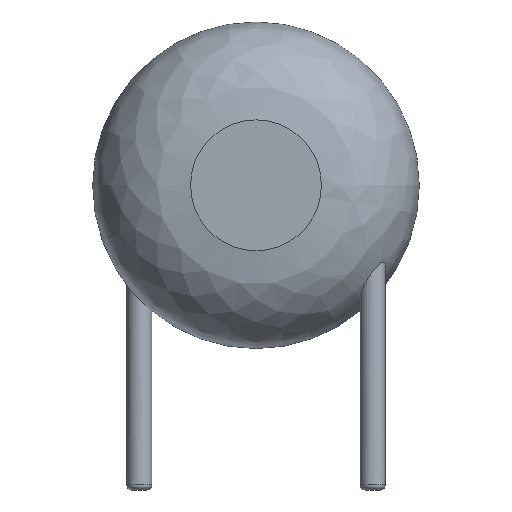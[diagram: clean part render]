
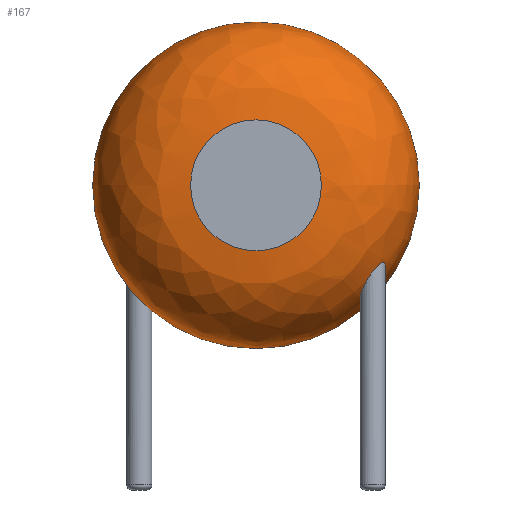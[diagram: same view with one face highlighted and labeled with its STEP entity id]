
A CAD part, front view. The second image highlights one B-rep face of the part: STEP entity #167.
In plain terms, the highlighted face is a revolution surface.
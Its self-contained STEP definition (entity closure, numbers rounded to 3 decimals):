
#24 = VERTEX_POINT('',#25);
#25 = CARTESIAN_POINT('',(6.,-1.052,3.53));
#31 = EDGE_CURVE('',#24,#24,#32,.T.);
#32 = CIRCLE('',#33,3.5);
#33 = AXIS2_PLACEMENT_3D('',#34,#35,#36);
#34 = CARTESIAN_POINT('',(2.5,-1.052,3.53));
#35 = DIRECTION('',(0.,-1.,0.));
#36 = DIRECTION('',(1.,0.,0.));
#167 = ADVANCED_FACE('',(#168,#188),#270,.T.);
#168 = FACE_BOUND('',#169,.T.);
#169 = EDGE_LOOP('',(#170,#171,#180,#187));
#170 = ORIENTED_EDGE('',*,*,#31,.T.);
#171 = ORIENTED_EDGE('',*,*,#172,.T.);
#172 = EDGE_CURVE('',#24,#173,#175,.T.);
#173 = VERTEX_POINT('',#174);
#174 = CARTESIAN_POINT('',(3.902,-3.15,3.53));
#175 = CIRCLE('',#176,2.098);
#176 = AXIS2_PLACEMENT_3D('',#177,#178,#179);
#177 = CARTESIAN_POINT('',(3.902,-1.052,3.53));
#178 = DIRECTION('',(0.,0.,-1.));
#179 = DIRECTION('',(1.,0.,0.));
#180 = ORIENTED_EDGE('',*,*,#181,.F.);
#181 = EDGE_CURVE('',#173,#173,#182,.T.);
#182 = CIRCLE('',#183,1.402);
#183 = AXIS2_PLACEMENT_3D('',#184,#185,#186);
#184 = CARTESIAN_POINT('',(2.5,-3.15,3.53));
#185 = DIRECTION('',(0.,-1.,0.));
#186 = DIRECTION('',(1.,0.,0.));
#187 = ORIENTED_EDGE('',*,*,#172,.F.);
#188 = FACE_BOUND('',#189,.T.);
#189 = EDGE_LOOP('',(#190,#209));
#190 = ORIENTED_EDGE('',*,*,#191,.T.);
#191 = EDGE_CURVE('',#192,#194,#196,.T.);
#192 = VERTEX_POINT('',#193);
#193 = CARTESIAN_POINT('',(5.27,-2.,1.785));
#194 = VERTEX_POINT('',#195);
#195 = CARTESIAN_POINT('',(4.998,-1.73,1.242
));
#196 = B_SPLINE_CURVE_WITH_KNOTS('',6,(#197,#198,#199,#200,#201,#202,
#203,#204,#205,#206,#207,#208),.UNSPECIFIED.,.F.,.F.,(7,5,7),(
0.,0.508,1.),.UNSPECIFIED.);
#197 = CARTESIAN_POINT('',(5.27,-2.,1.785));
#198 = CARTESIAN_POINT('',(5.27,-1.962,1.749));
#199 = CARTESIAN_POINT('',(5.264,-1.925,1.707
));
#200 = CARTESIAN_POINT('',(5.252,-1.891,1.661)
);
#201 = CARTESIAN_POINT('',(5.235,-1.86,1.613
));
#202 = CARTESIAN_POINT('',(5.214,-1.831,1.565
));
#203 = CARTESIAN_POINT('',(5.164,-1.783,1.468
));
#204 = CARTESIAN_POINT('',(5.136,-1.763,1.42
));
#205 = CARTESIAN_POINT('',(5.105,-1.747,1.372
));
#206 = CARTESIAN_POINT('',(5.071,-1.736,1.326
));
#207 = CARTESIAN_POINT('',(5.035,-1.73,1.282)
);
#208 = CARTESIAN_POINT('',(4.998,-1.73,1.242
));
#209 = ORIENTED_EDGE('',*,*,#210,.T.);
#210 = EDGE_CURVE('',#194,#192,#211,.T.);
#211 = B_SPLINE_CURVE_WITH_KNOTS('',8,(#212,#213,#214,#215,#216,#217,
#218,#219,#220,#221,#222,#223,#224,#225,#226,#227,#228,#229,#230,
#231,#232,#233,#234,#235,#236,#237,#238,#239,#240,#241,#242,#243,
#244,#245,#246,#247,#248,#249,#250,#251,#252,#253,#254,#255,#256,
#257,#258,#259,#260,#261,#262,#263,#264,#265,#266,#267,#268,#269),
.UNSPECIFIED.,.F.,.F.,(9,7,7,7,7,7,7,7,9),(0.,0.131,
0.214,0.323,0.385,0.57,
0.818,0.862,1.),.UNSPECIFIED.);
#212 = CARTESIAN_POINT('',(4.998,-1.73,1.242
));
#213 = CARTESIAN_POINT('',(4.978,-1.73,1.22)
);
#214 = CARTESIAN_POINT('',(4.957,-1.732,1.199)
);
#215 = CARTESIAN_POINT('',(4.936,-1.736,1.178
));
#216 = CARTESIAN_POINT('',(4.915,-1.742,1.16
));
#217 = CARTESIAN_POINT('',(4.895,-1.749,1.143
));
#218 = CARTESIAN_POINT('',(4.875,-1.759,1.128)
);
#219 = CARTESIAN_POINT('',(4.855,-1.771,1.115
));
#220 = CARTESIAN_POINT('',(4.826,-1.793,1.098)
);
#221 = CARTESIAN_POINT('',(4.815,-1.802,1.093)
);
#222 = CARTESIAN_POINT('',(4.805,-1.812,1.088)
);
#223 = CARTESIAN_POINT('',(4.795,-1.823,1.085
));
#224 = CARTESIAN_POINT('',(4.786,-1.834,1.082
));
#225 = CARTESIAN_POINT('',(4.778,-1.846,1.081
));
#226 = CARTESIAN_POINT('',(4.77,-1.858,1.081
));
#227 = CARTESIAN_POINT('',(4.754,-1.887,1.083
));
#228 = CARTESIAN_POINT('',(4.746,-1.905,1.086
));
#229 = CARTESIAN_POINT('',(4.74,-1.923,1.091
));
#230 = CARTESIAN_POINT('',(4.735,-1.941,1.098
));
#231 = CARTESIAN_POINT('',(4.732,-1.959,1.107
));
#232 = CARTESIAN_POINT('',(4.73,-1.978,1.118
));
#233 = CARTESIAN_POINT('',(4.729,-1.996,1.13)
);
#234 = CARTESIAN_POINT('',(4.731,-2.023,1.15
));
#235 = CARTESIAN_POINT('',(4.732,-2.033,1.158
));
#236 = CARTESIAN_POINT('',(4.733,-2.043,1.166)
);
#237 = CARTESIAN_POINT('',(4.735,-2.052,1.175
));
#238 = CARTESIAN_POINT('',(4.737,-2.062,1.184
));
#239 = CARTESIAN_POINT('',(4.739,-2.071,1.193)
);
#240 = CARTESIAN_POINT('',(4.742,-2.08,1.203
));
#241 = CARTESIAN_POINT('',(4.754,-2.115,1.243
));
#242 = CARTESIAN_POINT('',(4.766,-2.14,1.276
));
#243 = CARTESIAN_POINT('',(4.781,-2.163,1.311
));
#244 = CARTESIAN_POINT('',(4.798,-2.184,1.348
));
#245 = CARTESIAN_POINT('',(4.818,-2.203,1.386)
);
#246 = CARTESIAN_POINT('',(4.838,-2.219,1.425
));
#247 = CARTESIAN_POINT('',(4.86,-2.233,1.464
));
#248 = CARTESIAN_POINT('',(4.915,-2.259,1.556)
);
#249 = CARTESIAN_POINT('',(4.949,-2.269,1.609
));
#250 = CARTESIAN_POINT('',(4.984,-2.275,1.661
));
#251 = CARTESIAN_POINT('',(5.021,-2.275,1.712
));
#252 = CARTESIAN_POINT('',(5.059,-2.27,1.759
));
#253 = CARTESIAN_POINT('',(5.096,-2.258,1.8)
);
#254 = CARTESIAN_POINT('',(5.133,-2.239,1.833
));
#255 = CARTESIAN_POINT('',(5.172,-2.208,1.857
));
#256 = CARTESIAN_POINT('',(5.178,-2.203,1.86
));
#257 = CARTESIAN_POINT('',(5.184,-2.198,1.863
));
#258 = CARTESIAN_POINT('',(5.189,-2.193,1.865
));
#259 = CARTESIAN_POINT('',(5.194,-2.188,1.867
));
#260 = CARTESIAN_POINT('',(5.199,-2.182,1.869
));
#261 = CARTESIAN_POINT('',(5.204,-2.177,1.87)
);
#262 = CARTESIAN_POINT('',(5.224,-2.152,1.873
));
#263 = CARTESIAN_POINT('',(5.238,-2.132,1.871)
);
#264 = CARTESIAN_POINT('',(5.249,-2.11,1.865
));
#265 = CARTESIAN_POINT('',(5.258,-2.088,1.854
));
#266 = CARTESIAN_POINT('',(5.264,-2.066,1.841
));
#267 = CARTESIAN_POINT('',(5.268,-2.044,1.824)
);
#268 = CARTESIAN_POINT('',(5.27,-2.022,1.806));
#269 = CARTESIAN_POINT('',(5.27,-2.,1.785));
#270 = SURFACE_OF_REVOLUTION('',#271,#284);
#271 = B_SPLINE_CURVE_WITH_KNOTS('',6,(#272,#273,#274,#275,#276,#277,
#278,#279,#280,#281,#282,#283),.UNSPECIFIED.,.F.,.F.,(7,5,7),(
0.,0.785,1.571),.UNSPECIFIED.);
#272 = CARTESIAN_POINT('',(6.,-1.052,3.53));
#273 = CARTESIAN_POINT('',(6.,-1.327,3.53));
#274 = CARTESIAN_POINT('',(5.957,-1.602,3.53));
#275 = CARTESIAN_POINT('',(5.871,-1.868,3.53));
#276 = CARTESIAN_POINT('',(5.743,-2.117,3.53));
#277 = CARTESIAN_POINT('',(5.58,-2.341,3.53));
#278 = CARTESIAN_POINT('',(5.191,-2.73,3.53));
#279 = CARTESIAN_POINT('',(4.967,-2.893,3.53));
#280 = CARTESIAN_POINT('',(4.718,-3.021,3.53));
#281 = CARTESIAN_POINT('',(4.452,-3.107,3.53));
#282 = CARTESIAN_POINT('',(4.177,-3.15,3.53));
#283 = CARTESIAN_POINT('',(3.902,-3.15,3.53));
#284 = AXIS1_PLACEMENT('',#285,#286);
#285 = CARTESIAN_POINT('',(2.5,-1.052,3.53));
#286 = DIRECTION('',(0.,-1.,0.));
